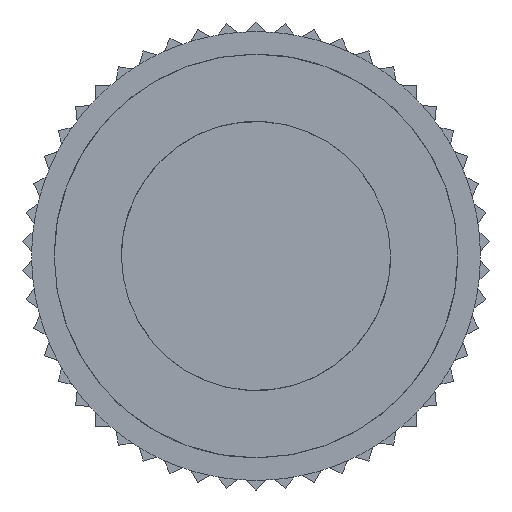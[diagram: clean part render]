
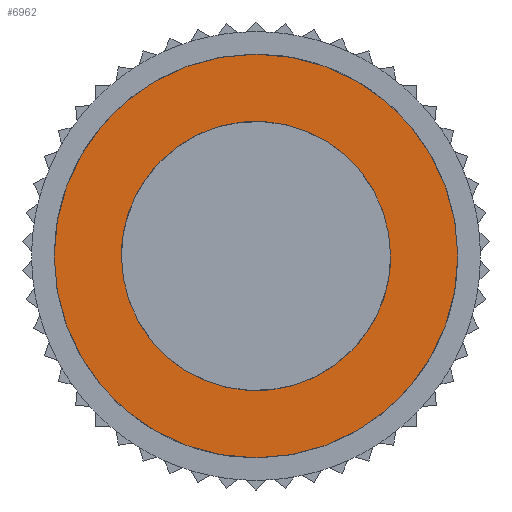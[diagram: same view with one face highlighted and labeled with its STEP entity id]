
A CAD part, front view. The second image highlights one B-rep face of the part: STEP entity #6962.
In plain terms, the highlighted planar face has unit normal (0, -1, 0).
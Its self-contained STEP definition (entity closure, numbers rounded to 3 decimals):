
#6896=CARTESIAN_POINT('Vertex',(9.,28.,0.)) ;
#6899=CARTESIAN_POINT('Axis2P3D Location',(0.,28.,0.)) ;
#6903=CARTESIAN_POINT('Vertex',(-9.,28.,0.)) ;
#6923=CARTESIAN_POINT('Axis2P3D Location',(0.,28.,0.)) ;
#6935=CARTESIAN_POINT('Axis2P3D Location',(5.,28.,0.)) ;
#6944=CARTESIAN_POINT('Axis2P3D Location',(0.,28.,0.)) ;
#6948=CARTESIAN_POINT('Vertex',(5.,28.,0.)) ;
#6950=CARTESIAN_POINT('Vertex',(-5.,28.,0.)) ;
#6953=CARTESIAN_POINT('Axis2P3D Location',(0.,28.,0.)) ;
#6900=DIRECTION('Axis2P3D Direction',(0.,-1.,0.)) ;
#6924=DIRECTION('Axis2P3D Direction',(0.,-1.,0.)) ;
#6936=DIRECTION('Axis2P3D Direction',(0.,-1.,-0.)) ;
#6937=DIRECTION('Axis2P3D XDirection',(0.,0.,-1.)) ;
#6945=DIRECTION('Axis2P3D Direction',(0.,-1.,-0.)) ;
#6954=DIRECTION('Axis2P3D Direction',(0.,-1.,-0.)) ;
#6901=AXIS2_PLACEMENT_3D('Circle Axis2P3D',#6899,#6900,$) ;
#6925=AXIS2_PLACEMENT_3D('Circle Axis2P3D',#6923,#6924,$) ;
#6938=AXIS2_PLACEMENT_3D('Plane Axis2P3D',#6935,#6936,#6937) ;
#6946=AXIS2_PLACEMENT_3D('Circle Axis2P3D',#6944,#6945,$) ;
#6955=AXIS2_PLACEMENT_3D('Circle Axis2P3D',#6953,#6954,$) ;
#6941=ORIENTED_EDGE('',*,*,#6905,.T.) ;
#6942=ORIENTED_EDGE('',*,*,#6927,.T.) ;
#6959=ORIENTED_EDGE('',*,*,#6952,.F.) ;
#6960=ORIENTED_EDGE('',*,*,#6957,.F.) ;
#6961=FACE_BOUND('',#6958,.T.) ;
#6962=ADVANCED_FACE('Body1',(#6943,#6961),#6939,.T.) ;
#6902=CIRCLE('generated circle',#6901,9.) ;
#6926=CIRCLE('generated circle',#6925,9.) ;
#6947=CIRCLE('generated circle',#6946,5.) ;
#6956=CIRCLE('generated circle',#6955,5.) ;
#6905=EDGE_CURVE('',#6904,#6897,#6902,.T.) ;
#6927=EDGE_CURVE('',#6897,#6904,#6926,.T.) ;
#6952=EDGE_CURVE('',#6949,#6951,#6947,.T.) ;
#6957=EDGE_CURVE('',#6951,#6949,#6956,.T.) ;
#6940=EDGE_LOOP('',(#6941,#6942)) ;
#6958=EDGE_LOOP('',(#6959,#6960)) ;
#6943=FACE_OUTER_BOUND('',#6940,.T.) ;
#6939=PLANE('',#6938) ;
#6897=VERTEX_POINT('',#6896) ;
#6904=VERTEX_POINT('',#6903) ;
#6949=VERTEX_POINT('',#6948) ;
#6951=VERTEX_POINT('',#6950) ;
